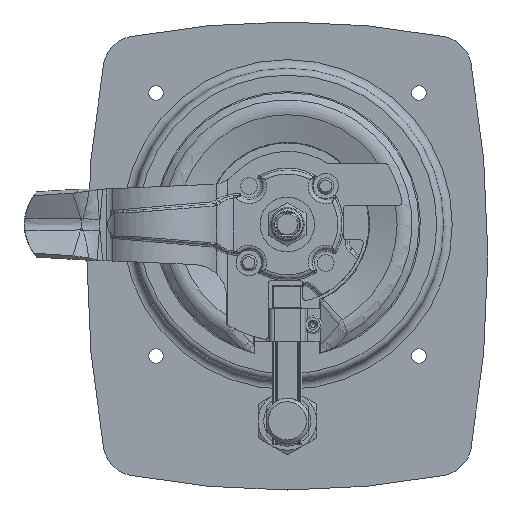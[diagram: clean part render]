
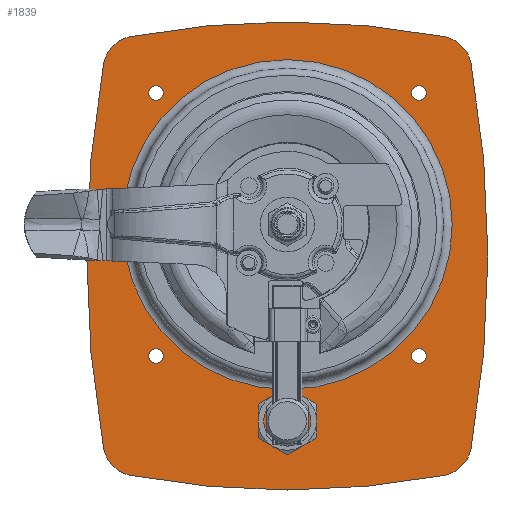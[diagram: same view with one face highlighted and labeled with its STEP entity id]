
A CAD part, top view. The second image highlights one B-rep face of the part: STEP entity #1839.
In plain terms, the highlighted planar face has unit normal (0, 0, 1).
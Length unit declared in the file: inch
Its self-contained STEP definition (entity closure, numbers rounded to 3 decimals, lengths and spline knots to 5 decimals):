
#145=CARTESIAN_POINT('',(-0.315,-2.7439,0.042));
#146=VERTEX_POINT('',#145);
#153=CARTESIAN_POINT('',(-0.315,-3.1321,0.042));
#154=VERTEX_POINT('',#153);
#155=CARTESIAN_POINT('',(-0.315,-3.1321,0.042));
#156=DIRECTION('',(0.0,1.0,0.0));
#157=VECTOR('',#156,0.3882);
#158=LINE('',#155,#157);
#159=EDGE_CURVE('',#154,#146,#158,.T.);
#185=CARTESIAN_POINT('',(0.315,-3.1321,0.042));
#186=VERTEX_POINT('',#185);
#187=CARTESIAN_POINT('',(0.0,-2.938,0.042));
#188=DIRECTION('',(0.0,0.0,-1.0));
#189=DIRECTION('',(-0.851,-0.525,0.0));
#190=AXIS2_PLACEMENT_3D('',#187,#188,#189);
#191=CIRCLE('',#190,0.37);
#192=EDGE_CURVE('',#186,#154,#191,.T.);
#217=CARTESIAN_POINT('',(0.315,-2.7439,0.042));
#218=VERTEX_POINT('',#217);
#219=CARTESIAN_POINT('',(0.315,-2.7439,0.042));
#220=DIRECTION('',(0.0,-1.0,0.0));
#221=VECTOR('',#220,0.3882);
#222=LINE('',#219,#221);
#223=EDGE_CURVE('',#218,#186,#222,.T.);
#247=CARTESIAN_POINT('',(0.0,-2.938,0.042));
#248=DIRECTION('',(0.0,0.0,-1.0));
#249=DIRECTION('',(0.851,0.525,0.0));
#250=AXIS2_PLACEMENT_3D('',#247,#248,#249);
#251=CIRCLE('',#250,0.37);
#252=EDGE_CURVE('',#146,#218,#251,.T.);
#263=CARTESIAN_POINT('',(1.8575,-1.966,0.042));
#264=VERTEX_POINT('',#263);
#265=CARTESIAN_POINT('',(1.967,-1.966,0.042));
#266=DIRECTION('',(0.0,0.0,-1.0));
#267=DIRECTION('',(1.0,0.0,0.0));
#268=AXIS2_PLACEMENT_3D('',#265,#266,#267);
#269=CIRCLE('',#268,0.1095);
#270=EDGE_CURVE('',#264,#264,#269,.T.);
#291=CARTESIAN_POINT('',(-2.0755,-1.966,0.042));
#292=VERTEX_POINT('',#291);
#293=CARTESIAN_POINT('',(-1.966,-1.966,0.042));
#294=DIRECTION('',(0.0,0.0,-1.0));
#295=DIRECTION('',(1.0,0.0,0.0));
#296=AXIS2_PLACEMENT_3D('',#293,#294,#295);
#297=CIRCLE('',#296,0.1095);
#298=EDGE_CURVE('',#292,#292,#297,.T.);
#319=CARTESIAN_POINT('',(-2.0755,1.967,0.042));
#320=VERTEX_POINT('',#319);
#321=CARTESIAN_POINT('',(-1.966,1.967,0.042));
#322=DIRECTION('',(0.0,0.0,-1.0));
#323=DIRECTION('',(1.0,0.0,0.0));
#324=AXIS2_PLACEMENT_3D('',#321,#322,#323);
#325=CIRCLE('',#324,0.1095);
#326=EDGE_CURVE('',#320,#320,#325,.T.);
#347=CARTESIAN_POINT('',(1.8575,1.967,0.042));
#348=VERTEX_POINT('',#347);
#349=CARTESIAN_POINT('',(1.967,1.967,0.042));
#350=DIRECTION('',(0.0,0.0,-1.0));
#351=DIRECTION('',(1.0,0.0,0.0));
#352=AXIS2_PLACEMENT_3D('',#349,#350,#351);
#353=CIRCLE('',#352,0.1095);
#354=EDGE_CURVE('',#348,#348,#353,.T.);
#1727=CARTESIAN_POINT('',(2.467,0.,0.042));
#1728=VERTEX_POINT('',#1727);
#1729=CARTESIAN_POINT('',(0.0,0.0,0.042));
#1730=DIRECTION('',(0.0,0.0,1.0));
#1731=DIRECTION('',(-1.0,0.0,0.0));
#1732=AXIS2_PLACEMENT_3D('',#1729,#1730,#1731);
#1733=CIRCLE('',#1732,2.467);
#1734=EDGE_CURVE('',#1728,#1728,#1733,.T.);
#1739=CARTESIAN_POINT('',(0.,-0.47,0.042));
#1740=DIRECTION('',(0.0,0.0,1.0));
#1741=DIRECTION('',(1.0,0.0,0.0));
#1742=AXIS2_PLACEMENT_3D('',#1739,#1740,#1741);
#1743=PLANE('',#1742);
#1744=CARTESIAN_POINT('',(-2.34786,2.81095,0.042));
#1745=VERTEX_POINT('',#1744);
#1746=CARTESIAN_POINT('',(2.34786,2.81095,0.042));
#1747=VERTEX_POINT('',#1746);
#1748=CARTESIAN_POINT('',(0.,-9.662,0.042));
#1749=DIRECTION('',(0.0,0.0,-1.0));
#1750=DIRECTION('',(0.185,0.983,0.0));
#1751=AXIS2_PLACEMENT_3D('',#1748,#1749,#1750);
#1752=CIRCLE('',#1751,12.692);
#1753=EDGE_CURVE('',#1745,#1747,#1752,.T.);
#1754=ORIENTED_EDGE('',*,*,#1753,.F.);
#1755=CARTESIAN_POINT('',(-2.74773,2.40661,0.042));
#1756=VERTEX_POINT('',#1755);
#1757=CARTESIAN_POINT('',(-2.25536,2.31958,0.042));
#1758=DIRECTION('',(0.0,0.0,-1.0));
#1759=DIRECTION('',(-0.185,0.983,0.0));
#1760=AXIS2_PLACEMENT_3D('',#1757,#1758,#1759);
#1761=CIRCLE('',#1760,0.5);
#1762=EDGE_CURVE('',#1756,#1745,#1761,.T.);
#1763=ORIENTED_EDGE('',*,*,#1762,.F.);
#1764=CARTESIAN_POINT('',(-2.74773,-3.34661,0.042));
#1765=VERTEX_POINT('',#1764);
#1766=CARTESIAN_POINT('',(13.527,-0.47,0.042));
#1767=DIRECTION('',(0.0,0.0,-1.0));
#1768=DIRECTION('',(-0.985,0.174,0.0));
#1769=AXIS2_PLACEMENT_3D('',#1766,#1767,#1768);
#1770=CIRCLE('',#1769,16.527);
#1771=EDGE_CURVE('',#1765,#1756,#1770,.T.);
#1772=ORIENTED_EDGE('',*,*,#1771,.F.);
#1773=CARTESIAN_POINT('',(-2.34786,-3.75095,0.042));
#1774=VERTEX_POINT('',#1773);
#1775=CARTESIAN_POINT('',(-2.25536,-3.25958,0.042));
#1776=DIRECTION('',(0.0,0.0,-1.0));
#1777=DIRECTION('',(-0.985,-0.174,0.0));
#1778=AXIS2_PLACEMENT_3D('',#1775,#1776,#1777);
#1779=CIRCLE('',#1778,0.5);
#1780=EDGE_CURVE('',#1774,#1765,#1779,.T.);
#1781=ORIENTED_EDGE('',*,*,#1780,.F.);
#1782=CARTESIAN_POINT('',(2.34786,-3.75095,0.042));
#1783=VERTEX_POINT('',#1782);
#1784=CARTESIAN_POINT('',(0.0,8.722,0.042));
#1785=DIRECTION('',(0.0,0.0,-1.0));
#1786=DIRECTION('',(-0.185,-0.983,0.0));
#1787=AXIS2_PLACEMENT_3D('',#1784,#1785,#1786);
#1788=CIRCLE('',#1787,12.692);
#1789=EDGE_CURVE('',#1783,#1774,#1788,.T.);
#1790=ORIENTED_EDGE('',*,*,#1789,.F.);
#1791=CARTESIAN_POINT('',(2.74773,-3.34661,0.042));
#1792=VERTEX_POINT('',#1791);
#1793=CARTESIAN_POINT('',(2.25536,-3.25958,0.042));
#1794=DIRECTION('',(0.0,0.0,-1.0));
#1795=DIRECTION('',(0.185,-0.983,0.0));
#1796=AXIS2_PLACEMENT_3D('',#1793,#1794,#1795);
#1797=CIRCLE('',#1796,0.5);
#1798=EDGE_CURVE('',#1792,#1783,#1797,.T.);
#1799=ORIENTED_EDGE('',*,*,#1798,.F.);
#1800=CARTESIAN_POINT('',(2.74773,2.40661,0.042));
#1801=VERTEX_POINT('',#1800);
#1802=CARTESIAN_POINT('',(-13.527,-0.47,0.042));
#1803=DIRECTION('',(0.0,0.0,-1.0));
#1804=DIRECTION('',(0.985,-0.174,0.0));
#1805=AXIS2_PLACEMENT_3D('',#1802,#1803,#1804);
#1806=CIRCLE('',#1805,16.527);
#1807=EDGE_CURVE('',#1801,#1792,#1806,.T.);
#1808=ORIENTED_EDGE('',*,*,#1807,.F.);
#1809=CARTESIAN_POINT('',(2.25536,2.31958,0.042));
#1810=DIRECTION('',(0.0,0.0,-1.0));
#1811=DIRECTION('',(0.985,0.174,0.0));
#1812=AXIS2_PLACEMENT_3D('',#1809,#1810,#1811);
#1813=CIRCLE('',#1812,0.5);
#1814=EDGE_CURVE('',#1747,#1801,#1813,.T.);
#1815=ORIENTED_EDGE('',*,*,#1814,.F.);
#1816=EDGE_LOOP('',(#1754,#1763,#1772,#1781,#1790,#1799,#1808,#1815));
#1817=FACE_OUTER_BOUND('',#1816,.T.);
#1818=ORIENTED_EDGE('',*,*,#223,.T.);
#1819=ORIENTED_EDGE('',*,*,#192,.T.);
#1820=ORIENTED_EDGE('',*,*,#159,.T.);
#1821=ORIENTED_EDGE('',*,*,#252,.T.);
#1822=EDGE_LOOP('',(#1818,#1819,#1820,#1821));
#1823=FACE_BOUND('',#1822,.T.);
#1824=ORIENTED_EDGE('',*,*,#270,.T.);
#1825=EDGE_LOOP('',(#1824));
#1826=FACE_BOUND('',#1825,.T.);
#1827=ORIENTED_EDGE('',*,*,#298,.T.);
#1828=EDGE_LOOP('',(#1827));
#1829=FACE_BOUND('',#1828,.T.);
#1830=ORIENTED_EDGE('',*,*,#326,.T.);
#1831=EDGE_LOOP('',(#1830));
#1832=FACE_BOUND('',#1831,.T.);
#1833=ORIENTED_EDGE('',*,*,#354,.T.);
#1834=EDGE_LOOP('',(#1833));
#1835=FACE_BOUND('',#1834,.T.);
#1836=ORIENTED_EDGE('',*,*,#1734,.F.);
#1837=EDGE_LOOP('',(#1836));
#1838=FACE_BOUND('',#1837,.T.);
#1839=ADVANCED_FACE('',(#1817,#1823,#1826,#1829,#1832,#1835,#1838),#1743,.T.);
